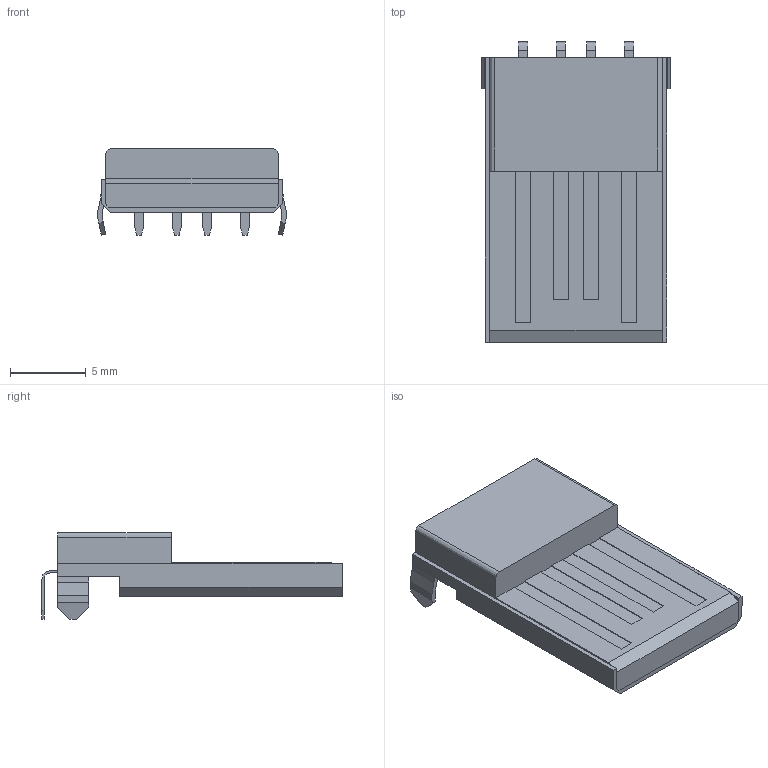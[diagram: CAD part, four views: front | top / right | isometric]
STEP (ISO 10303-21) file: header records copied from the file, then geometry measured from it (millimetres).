
FILE_DESCRIPTION (( 'STEP AP203' ), '1' );
FILE_NAME ('AM90_USB-A.STEP', '2025-09-17T03:26:16', ( '' ), ( '' ), 'SwSTEP 2.0', 'SolidWorks 2017', '' );
FILE_SCHEMA (( 'CONFIG_CONTROL_DESIGN' ));
Length unit declared in the file: millimetre
Products named in the file (4): USB-AM-TH_AM90~USB-AM-TH_AM90~0amT; USB1~USB-AM-TH_AM90~USB-AM-TH_AM90~0amT; AM90_USB-A; USB-AM-TH_AM90~USB-AM-TH_AM90~0amT_1
Assembly tree (3 placements, depth 3):
  AM90_USB-A
    USB1~USB-AM-TH_AM90~USB-AM-TH_AM90~0amT
      USB-AM-TH_AM90~USB-AM-TH_AM90~0amT
      USB-AM-TH_AM90~USB-AM-TH_AM90~0amT_1
Bounding box: 12.46 x 19.85 x 5.71 mm (x, y, z)
Topology: 3 solids, 3 shells, 269 faces, 747 edges, 494 vertices
Faces by surface type: plane 173, bspline 64, cylinder 32
Entity records: 9479 total; most frequent: CARTESIAN_POINT 2861, ORIENTED_EDGE 1494, DIRECTION 941, EDGE_CURVE 747, VERTEX_POINT 494, VECTOR 449, LINE 449, EDGE_LOOP 283
